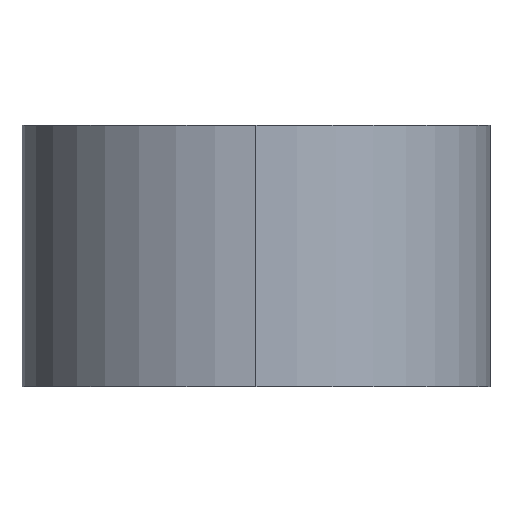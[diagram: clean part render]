
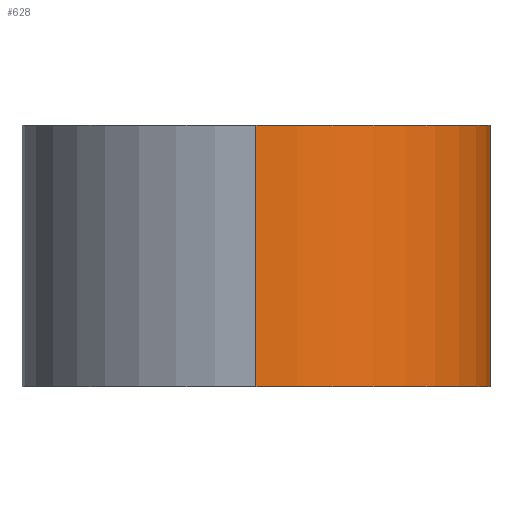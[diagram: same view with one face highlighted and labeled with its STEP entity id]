
A CAD part, left-side view. The second image highlights one B-rep face of the part: STEP entity #628.
In plain terms, the highlighted cylindrical face has radius 11.8 mm (diameter 23.6 mm), a partial arc.
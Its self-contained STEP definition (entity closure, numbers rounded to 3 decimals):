
#25 = CARTESIAN_POINT ( 'NONE',  ( 0., -11.8, 6.6 ) ) ;
#126 = VECTOR ( 'NONE', #302, 1000. ) ;
#153 = FACE_OUTER_BOUND ( 'NONE', #389, .T. ) ;
#155 = CYLINDRICAL_SURFACE ( 'NONE', #194, 11.8 ) ;
#179 = AXIS2_PLACEMENT_3D ( 'NONE', #945, #952, #953 ) ;
#194 = AXIS2_PLACEMENT_3D ( 'NONE', #994, #995, #996 ) ;
#196 = VECTOR ( 'NONE', #951, 1000. ) ;
#206 = AXIS2_PLACEMENT_3D ( 'NONE', #936, #937, #938 ) ;
#300 = LINE ( 'NONE', #301, #126 ) ;
#301 = CARTESIAN_POINT ( 'NONE',  ( -11.8, 0., 6.6 ) ) ;
#302 = DIRECTION ( 'NONE',  ( 0., 0., -1. ) ) ;
#366 = CARTESIAN_POINT ( 'NONE',  ( -11.8, 0., 6.6 ) ) ;
#373 = CARTESIAN_POINT ( 'NONE',  ( 0., -11.8, -6.6 ) ) ;
#375 = CARTESIAN_POINT ( 'NONE',  ( -11.8, 0., -6.6 ) ) ;
#389 = EDGE_LOOP ( 'NONE', ( #408, #754, #758, #755 ) ) ;
#408 = ORIENTED_EDGE ( 'NONE', *, *, #610, .F. ) ;
#610 = EDGE_CURVE ( 'NONE', #763, #775, #705, .T. ) ;
#614 = EDGE_CURVE ( 'NONE', #775, #770, #949, .T. ) ;
#615 = EDGE_CURVE ( 'NONE', #772, #770, #706, .T. ) ;
#628 = ADVANCED_FACE ( 'NONE', ( #153 ), #155, .T. ) ;
#664 = EDGE_CURVE ( 'NONE', #763, #772, #300, .T. ) ;
#705 = CIRCLE ( 'NONE', #206, 11.8 ) ;
#706 = CIRCLE ( 'NONE', #179, 11.8 ) ;
#754 = ORIENTED_EDGE ( 'NONE', *, *, #664, .T. ) ;
#755 = ORIENTED_EDGE ( 'NONE', *, *, #614, .F. ) ;
#758 = ORIENTED_EDGE ( 'NONE', *, *, #615, .T. ) ;
#763 = VERTEX_POINT ( 'NONE', #366 ) ;
#770 = VERTEX_POINT ( 'NONE', #373 ) ;
#772 = VERTEX_POINT ( 'NONE', #375 ) ;
#775 = VERTEX_POINT ( 'NONE', #25 ) ;
#936 = CARTESIAN_POINT ( 'NONE',  ( 0., 0., 6.6 ) ) ;
#937 = DIRECTION ( 'NONE',  ( 0., 0., 1. ) ) ;
#938 = DIRECTION ( 'NONE',  ( 1., 0., 0. ) ) ;
#945 = CARTESIAN_POINT ( 'NONE',  ( 0., 0., -6.6 ) ) ;
#949 = LINE ( 'NONE', #950, #196 ) ;
#950 = CARTESIAN_POINT ( 'NONE',  ( 0., -11.8, 6.6 ) ) ;
#951 = DIRECTION ( 'NONE',  ( 0., 0., -1. ) ) ;
#952 = DIRECTION ( 'NONE',  ( 0., 0., 1. ) ) ;
#953 = DIRECTION ( 'NONE',  ( 1., 0., 0. ) ) ;
#994 = CARTESIAN_POINT ( 'NONE',  ( 0., 0., 6.6 ) ) ;
#995 = DIRECTION ( 'NONE',  ( 0., 0., -1. ) ) ;
#996 = DIRECTION ( 'NONE',  ( -1., 0., 0. ) ) ;
